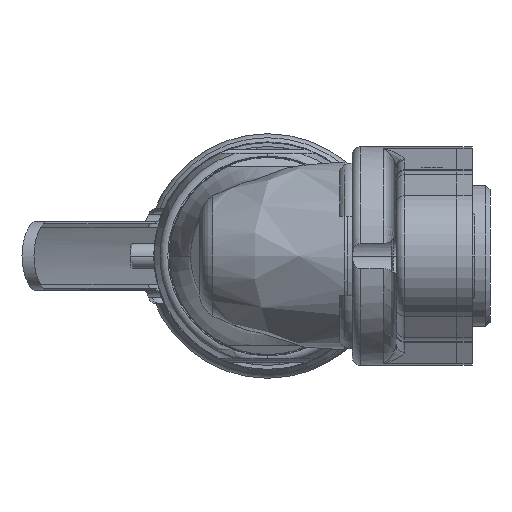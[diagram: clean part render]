
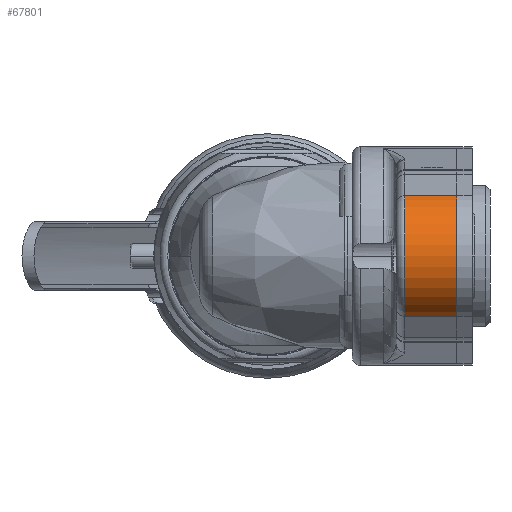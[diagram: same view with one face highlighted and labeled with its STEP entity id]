
A CAD part, left-side view. The second image highlights one B-rep face of the part: STEP entity #67801.
In plain terms, the highlighted cylindrical face has radius 11.938 mm (diameter 23.876 mm), a partial arc.
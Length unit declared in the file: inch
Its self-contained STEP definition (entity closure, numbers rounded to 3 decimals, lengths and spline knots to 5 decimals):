
#66190=CARTESIAN_POINT('',(-12.97325,-1.3825,0.));
#66191=DIRECTION('',(0.,1.,0.));
#66192=DIRECTION('',(-0.342,0.,-0.94));
#66193=AXIS2_PLACEMENT_3D('',#66190,#66191,#66192);
#66684=DIRECTION('',(0.,1.,0.));
#66685=VECTOR('',#66684,0.3805);
#66686=CARTESIAN_POINT('',(-13.134,-1.3825,0.44166));
#66687=LINE('',#66686,#66685);
#66688=DIRECTION('',(0.,1.,0.));
#66689=VECTOR('',#66688,0.3805);
#66690=CARTESIAN_POINT('',(-13.134,-1.3825,-0.44166));
#66691=LINE('',#66690,#66689);
#66697=CARTESIAN_POINT('',(-12.97325,-1.002,0.));
#66698=DIRECTION('',(0.,1.,0.));
#66699=DIRECTION('',(-0.342,0.,-0.94));
#66700=AXIS2_PLACEMENT_3D('',#66697,#66698,#66699);
#67061=CARTESIAN_POINT('',(-13.134,-1.3825,-0.44166));
#67062=VERTEX_POINT('',#67061);
#67063=CARTESIAN_POINT('',(-13.134,-1.3825,0.44166));
#67064=VERTEX_POINT('',#67063);
#67100=CARTESIAN_POINT('',(-13.134,-1.002,0.44166));
#67101=VERTEX_POINT('',#67100);
#67104=CARTESIAN_POINT('',(-13.134,-1.002,-0.44166));
#67105=VERTEX_POINT('',#67104);
#67788=CARTESIAN_POINT('',(-12.97325,-1.3825,0.));
#67789=DIRECTION('',(0.,1.,0.));
#67790=DIRECTION('',(1.,0.,0.));
#67791=AXIS2_PLACEMENT_3D('',#67788,#67789,#67790);
#67792=CYLINDRICAL_SURFACE('',#67791,0.47);
#67794=ORIENTED_EDGE('',*,*,#67793,.T.);
#67795=ORIENTED_EDGE('',*,*,#67783,.F.);
#67796=ORIENTED_EDGE('',*,*,#67320,.F.);
#67798=ORIENTED_EDGE('',*,*,#67797,.T.);
#67799=EDGE_LOOP('',(#67794,#67795,#67796,#67798));
#67800=FACE_OUTER_BOUND('',#67799,.F.);
#67801=ADVANCED_FACE('',(#67800),#67792,.T.);
#66194=CIRCLE('',#66193,0.47);
#66701=CIRCLE('',#66700,0.47);
#67320=EDGE_CURVE('',#67062,#67064,#66194,.T.);
#67783=EDGE_CURVE('',#67064,#67101,#66687,.T.);
#67793=EDGE_CURVE('',#67105,#67101,#66701,.T.);
#67797=EDGE_CURVE('',#67062,#67105,#66691,.T.);
